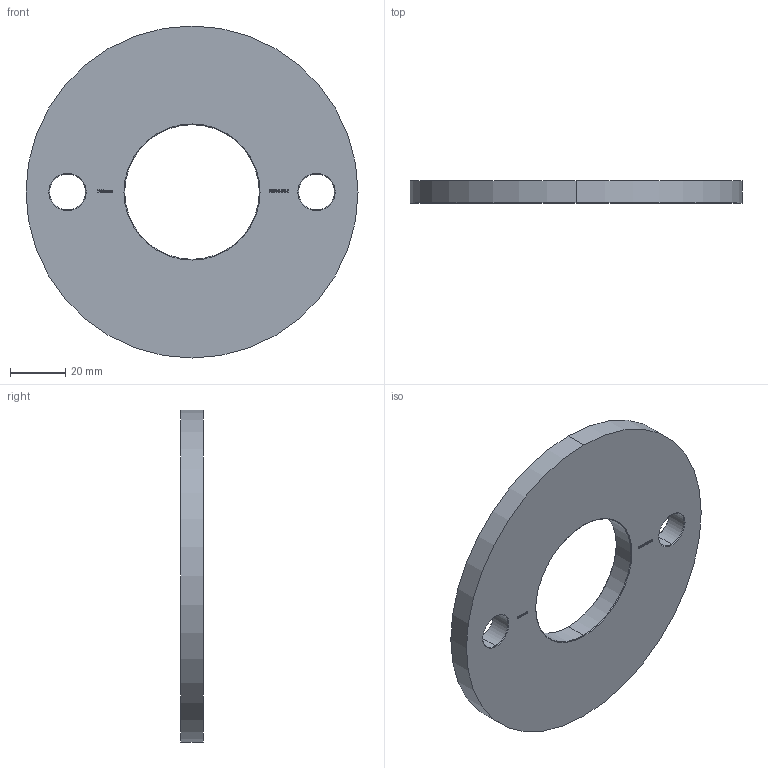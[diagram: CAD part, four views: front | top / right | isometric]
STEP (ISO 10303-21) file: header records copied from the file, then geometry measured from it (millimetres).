
FILE_DESCRIPTION (( 'STEP AP203' ), '1' );
FILE_NAME ('54303-240-8-R.step', '2020-10-21T10:55:10', ( '' ), ( '' ), 'SwSTEP 2.0', 'SolidWorks 2018', '' );
FILE_SCHEMA (( 'CONFIG_CONTROL_DESIGN' ));
Length unit declared in the file: millimetre
Products named in the file (2): 54303-240-8-R
Bounding box: 120 x 8 x 120 mm (x, y, z)
Volume: 73437.4 mm3; surface area: 23195.1 mm2
Topology: 1 solids, 1 shells, 304 faces, 801 edges, 530 vertices
Faces by surface type: plane 154, bspline 130, cone 12, cylinder 8
Entity records: 16552 total; most frequent: CARTESIAN_POINT 9735, ORIENTED_EDGE 1602, DIRECTION 921, EDGE_CURVE 801, VERTEX_POINT 530, LINE 513, VECTOR 513, EDGE_LOOP 341
